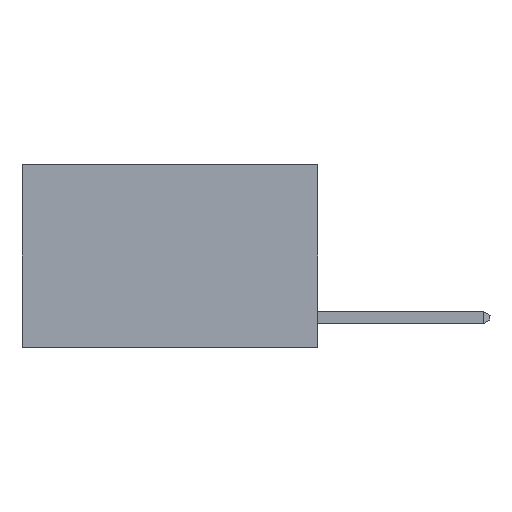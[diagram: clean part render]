
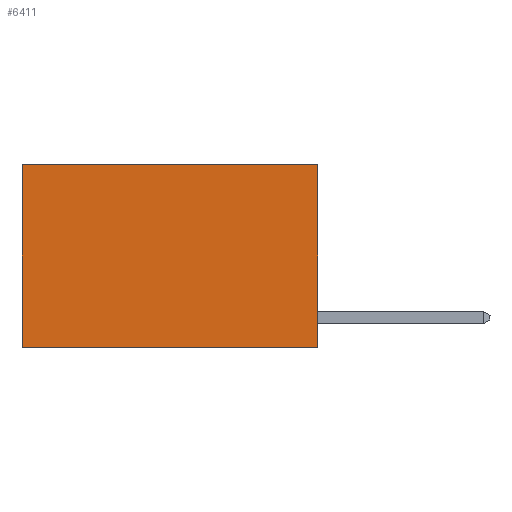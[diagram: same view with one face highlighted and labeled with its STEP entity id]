
A CAD part, left-side view. The second image highlights one B-rep face of the part: STEP entity #6411.
In plain terms, the highlighted planar face has unit normal (-1, 0, 0).
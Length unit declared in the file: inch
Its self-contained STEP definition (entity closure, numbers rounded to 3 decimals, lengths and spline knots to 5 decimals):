
#849 = LINE ( 'NONE', #3521, #16562 ) ;
#1091 = CARTESIAN_POINT ( 'NONE',  ( 0.2625, 0., 0. ) ) ;
#1221 = ORIENTED_EDGE ( 'NONE', *, *, #2567, .T. ) ;
#1545 = CARTESIAN_POINT ( 'NONE',  ( 0.2625, 0., -0.37 ) ) ;
#2567 = EDGE_CURVE ( 'NONE', #16722, #9568, #14420, .T. ) ;
#3149 = EDGE_CURVE ( 'NONE', #15383, #19231, #5710, .T. ) ;
#3521 = CARTESIAN_POINT ( 'NONE',  ( 0.2625, 0., 0. ) ) ;
#4720 = ORIENTED_EDGE ( 'NONE', *, *, #19123, .T. ) ;
#4873 = CARTESIAN_POINT ( 'NONE',  ( 0.2625, 0.6, 0. ) ) ;
#5060 = DIRECTION ( 'NONE',  ( 1., 0., 0. ) ) ;
#5259 = DIRECTION ( 'NONE',  ( 0., 1., 0. ) ) ;
#5526 = VECTOR ( 'NONE', #10245, 39.37008 ) ;
#5710 = LINE ( 'NONE', #1545, #5526 ) ;
#6258 = LINE ( 'NONE', #4873, #7239 ) ;
#6411 = ADVANCED_FACE ( 'NONE', ( #8315 ), #14323, .F. ) ;
#6548 = CARTESIAN_POINT ( 'NONE',  ( 0.2625, 0., 0. ) ) ;
#6882 = DIRECTION ( 'NONE',  ( 0., 0., -1. ) ) ;
#7239 = VECTOR ( 'NONE', #10886, 39.37008 ) ;
#8315 = FACE_OUTER_BOUND ( 'NONE', #11145, .T. ) ;
#9568 = VERTEX_POINT ( 'NONE', #19336 ) ;
#9671 = ORIENTED_EDGE ( 'NONE', *, *, #3149, .F. ) ;
#9990 = ORIENTED_EDGE ( 'NONE', *, *, #14234, .F. ) ;
#10245 = DIRECTION ( 'NONE',  ( 0., 1., 0. ) ) ;
#10886 = DIRECTION ( 'NONE',  ( 0., 0., -1. ) ) ;
#11145 = EDGE_LOOP ( 'NONE', ( #4720, #9671, #9990, #1221 ) ) ;
#12568 = VECTOR ( 'NONE', #5259, 39.37008 ) ;
#12760 = AXIS2_PLACEMENT_3D ( 'NONE', #6548, #5060, #12863 ) ;
#12863 = DIRECTION ( 'NONE',  ( 0., 0., -1. ) ) ;
#14037 = CARTESIAN_POINT ( 'NONE',  ( 0.2625, 0.6, -0.37 ) ) ;
#14234 = EDGE_CURVE ( 'NONE', #16722, #15383, #849, .T. ) ;
#14323 = PLANE ( 'NONE',  #12760 ) ;
#14420 = LINE ( 'NONE', #1091, #12568 ) ;
#14710 = CARTESIAN_POINT ( 'NONE',  ( 0.2625, 0., -0.37 ) ) ;
#15383 = VERTEX_POINT ( 'NONE', #14710 ) ;
#16562 = VECTOR ( 'NONE', #6882, 39.37008 ) ;
#16722 = VERTEX_POINT ( 'NONE', #19249 ) ;
#19123 = EDGE_CURVE ( 'NONE', #9568, #19231, #6258, .T. ) ;
#19231 = VERTEX_POINT ( 'NONE', #14037 ) ;
#19249 = CARTESIAN_POINT ( 'NONE',  ( 0.2625, 0., 0. ) ) ;
#19336 = CARTESIAN_POINT ( 'NONE',  ( 0.2625, 0.6, 0. ) ) ;
